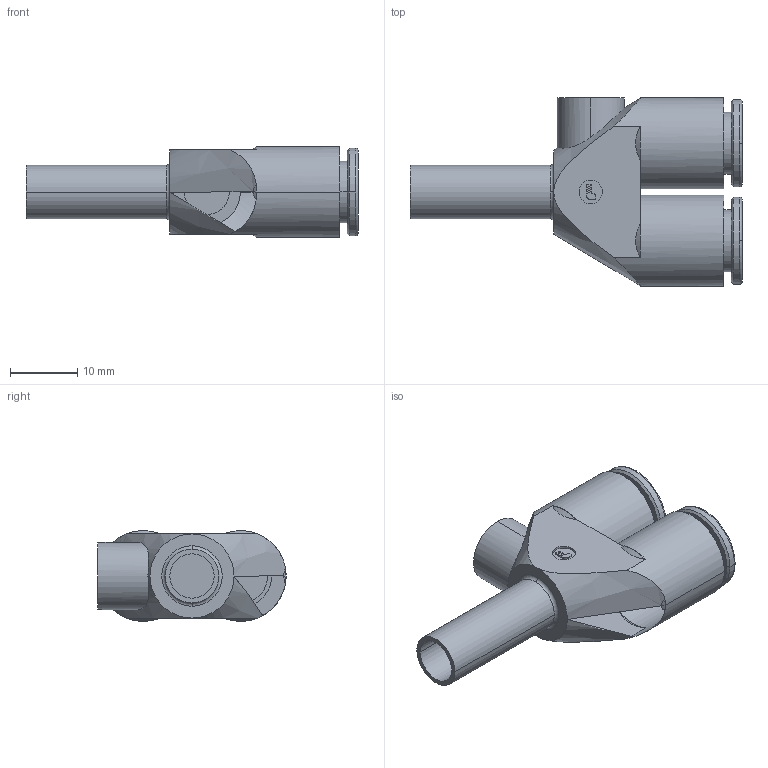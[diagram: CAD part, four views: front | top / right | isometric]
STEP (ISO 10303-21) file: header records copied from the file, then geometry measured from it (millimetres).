
FILE_DESCRIPTION(('STEP AP214'),'1');
FILE_NAME('3142_08_00.stp','2016-07-07T14:14:42',('TraceParts'),('TraceParts S.A.'),'Spatial InterOp 3D',' ',' ');
FILE_SCHEMA(('automotive_design'));
Length unit declared in the file: millimetre
Products named in the file (1): 1
Bounding box: 49.4 x 28 x 13.5 mm (x, y, z)
Volume: 6104.6 mm3; surface area: 4780.6 mm2
Topology: 1 solids, 1 shells, 97 faces, 234 edges, 152 vertices
Faces by surface type: plane 33, cylinder 32, cone 16, torus 16
Entity records: 3245 total; most frequent: CARTESIAN_POINT 921, DIRECTION 512, ORIENTED_EDGE 468, EDGE_CURVE 234, AXIS2_PLACEMENT_3D 213, VERTEX_POINT 152, CIRCLE 115, EDGE_LOOP 110
